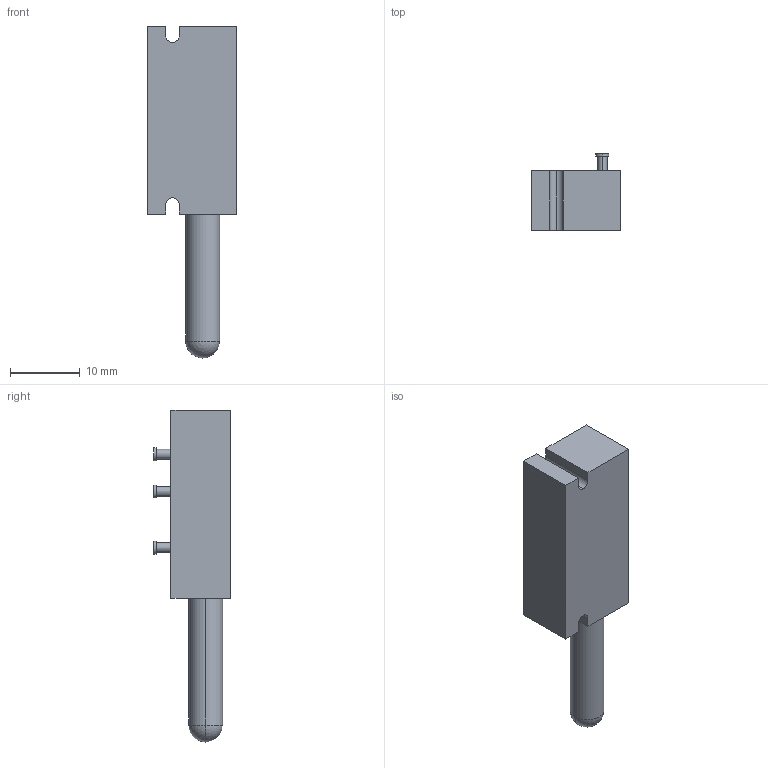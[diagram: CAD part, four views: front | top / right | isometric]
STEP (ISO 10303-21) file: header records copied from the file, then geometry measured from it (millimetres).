
FILE_DESCRIPTION (( 'STEP AP214' ), '1' );
FILE_NAME ('404.STEP', '2019-10-02T17:30:46', ( '' ), ( '' ), 'SwSTEP 2.0', 'SolidWorks 2018', '' );
FILE_SCHEMA (( 'AUTOMOTIVE_DESIGN' ));
Length unit declared in the file: inch
Products named in the file (1): 404
Bounding box: 12.7 x 11 x 47.5 mm (x, y, z)
Volume: 3089.7 mm3; surface area: 1798.1 mm2
Topology: 1 solids, 1 shells, 51 faces, 117 edges, 77 vertices
Faces by surface type: plane 26, cylinder 23, sphere 2
Entity records: 1467 total; most frequent: DIRECTION 265, CARTESIAN_POINT 240, ORIENTED_EDGE 226, EDGE_CURVE 113, AXIS2_PLACEMENT_3D 100, VERTEX_POINT 75, VECTOR 65, LINE 65
